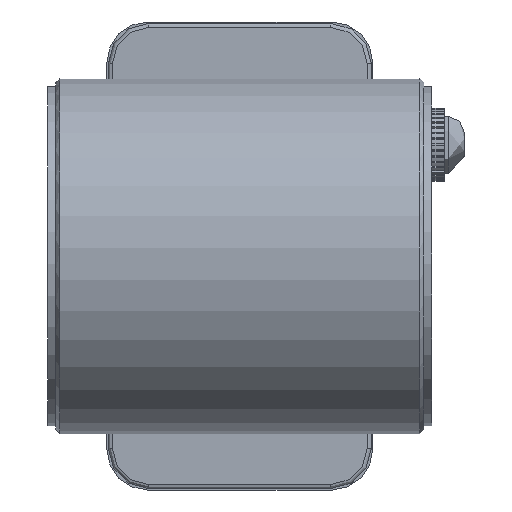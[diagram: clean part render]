
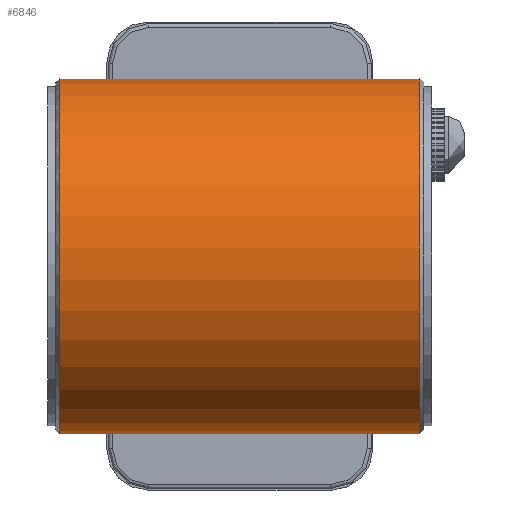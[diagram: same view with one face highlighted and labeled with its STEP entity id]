
A CAD part, front view. The second image highlights one B-rep face of the part: STEP entity #6846.
In plain terms, the highlighted cylindrical face has radius 44 mm (diameter 88 mm), a full revolution.
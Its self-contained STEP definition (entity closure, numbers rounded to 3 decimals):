
#62=FACE_BOUND('',#1136,.T.);
#63=FACE_BOUND('',#1137,.T.);
#263=CIRCLE('',#7383,44.);
#264=CIRCLE('',#7384,44.);
#354=CYLINDRICAL_SURFACE('',#7382,44.);
#399=B_SPLINE_CURVE_WITH_KNOTS('',3,(#11555,#11556,#11557,#11558,#11559,
#11560,#11561,#11562,#11563,#11564,#11565,#11566,#11567,#11568,#11569,#11570,
#11571,#11572,#11573,#11574,#11575,#11576,#11577,#11578,#11579,#11580,#11581,
#11582,#11583,#11584,#11585,#11586,#11587,#11588,#11589,#11590,#11591,#11592,
#11593,#11594,#11595,#11596,#11597,#11598,#11599,#11600,#11601,#11602,#11603,
#11604),.UNSPECIFIED.,.T.,.F.,(4,2,2,2,2,2,2,2,2,2,2,2,2,2,2,2,2,2,2,2,
2,2,2,2,4),(-9.12,-8.835,-8.55,-7.98,
-7.41,-7.125,-6.84,-6.555,
-6.27,-5.7,-5.13,-4.845,
-4.56,-4.275,-3.99,-3.42,
-2.85,-2.565,-2.28,-1.995,
-1.71,-1.14,-0.57,-0.285,
0.),.UNSPECIFIED.);
#752=FACE_OUTER_BOUND('',#1135,.T.);
#1135=EDGE_LOOP('',(#5860));
#1136=EDGE_LOOP('',(#5861));
#1137=EDGE_LOOP('',(#5862));
#3135=VERTEX_POINT('',#11554);
#3136=VERTEX_POINT('',#11606);
#3137=VERTEX_POINT('',#11608);
#4046=EDGE_CURVE('',#3135,#3135,#399,.T.);
#4047=EDGE_CURVE('',#3136,#3136,#263,.T.);
#4048=EDGE_CURVE('',#3137,#3137,#264,.T.);
#5860=ORIENTED_EDGE('',*,*,#4047,.F.);
#5861=ORIENTED_EDGE('',*,*,#4048,.T.);
#5862=ORIENTED_EDGE('',*,*,#4046,.F.);
#6846=ADVANCED_FACE('',(#752,#62,#63),#354,.T.);
#7382=AXIS2_PLACEMENT_3D('',#11605,#9107,#9108);
#7383=AXIS2_PLACEMENT_3D('',#11607,#9109,#9110);
#7384=AXIS2_PLACEMENT_3D('',#11609,#9111,#9112);
#9107=DIRECTION('center_axis',(1.,0.,0.));
#9108=DIRECTION('ref_axis',(0.,0.,-1.));
#9109=DIRECTION('center_axis',(1.,0.,0.));
#9110=DIRECTION('ref_axis',(0.,0.,-1.));
#9111=DIRECTION('center_axis',(1.,0.,0.));
#9112=DIRECTION('ref_axis',(0.,0.,-1.));
#11554=CARTESIAN_POINT('',(15.,44.,0.));
#11555=CARTESIAN_POINT('Ctrl Pts',(0.,41.364,15.));
#11556=CARTESIAN_POINT('Ctrl Pts',(0.95,41.364,15.));
#11557=CARTESIAN_POINT('Ctrl Pts',(1.93,41.398,14.908));
#11558=CARTESIAN_POINT('Ctrl Pts',(3.874,41.534,14.525));
#11559=CARTESIAN_POINT('Ctrl Pts',(4.839,41.636,14.233));
#11560=CARTESIAN_POINT('Ctrl Pts',(7.607,42.018,13.082));
#11561=CARTESIAN_POINT('Ctrl Pts',(9.283,42.374,11.93));
#11562=CARTESIAN_POINT('Ctrl Pts',(11.93,43.031,9.284));
#11563=CARTESIAN_POINT('Ctrl Pts',(13.082,43.377,7.607));
#11564=CARTESIAN_POINT('Ctrl Pts',(14.233,43.743,4.838));
#11565=CARTESIAN_POINT('Ctrl Pts',(14.525,43.84,3.874));
#11566=CARTESIAN_POINT('Ctrl Pts',(14.908,43.968,1.93));
#11567=CARTESIAN_POINT('Ctrl Pts',(15.,44.,0.95));
#11568=CARTESIAN_POINT('Ctrl Pts',(15.,44.,-0.95));
#11569=CARTESIAN_POINT('Ctrl Pts',(14.908,43.968,-1.93));
#11570=CARTESIAN_POINT('Ctrl Pts',(14.525,43.84,-3.874));
#11571=CARTESIAN_POINT('Ctrl Pts',(14.233,43.743,-4.838));
#11572=CARTESIAN_POINT('Ctrl Pts',(13.082,43.377,-7.607));
#11573=CARTESIAN_POINT('Ctrl Pts',(11.93,43.031,-9.284));
#11574=CARTESIAN_POINT('Ctrl Pts',(9.283,42.374,-11.93));
#11575=CARTESIAN_POINT('Ctrl Pts',(7.607,42.018,-13.082));
#11576=CARTESIAN_POINT('Ctrl Pts',(4.839,41.636,-14.233));
#11577=CARTESIAN_POINT('Ctrl Pts',(3.874,41.534,-14.525));
#11578=CARTESIAN_POINT('Ctrl Pts',(1.93,41.398,-14.908));
#11579=CARTESIAN_POINT('Ctrl Pts',(0.95,41.364,-15.));
#11580=CARTESIAN_POINT('Ctrl Pts',(-0.95,41.364,
-15.));
#11581=CARTESIAN_POINT('Ctrl Pts',(-1.93,41.398,-14.908));
#11582=CARTESIAN_POINT('Ctrl Pts',(-3.874,41.534,-14.525));
#11583=CARTESIAN_POINT('Ctrl Pts',(-4.839,41.636,-14.233));
#11584=CARTESIAN_POINT('Ctrl Pts',(-7.607,42.018,-13.082));
#11585=CARTESIAN_POINT('Ctrl Pts',(-9.283,42.374,-11.93));
#11586=CARTESIAN_POINT('Ctrl Pts',(-11.93,43.031,-9.284));
#11587=CARTESIAN_POINT('Ctrl Pts',(-13.082,43.377,-7.607));
#11588=CARTESIAN_POINT('Ctrl Pts',(-14.233,43.743,-4.838));
#11589=CARTESIAN_POINT('Ctrl Pts',(-14.525,43.84,-3.874));
#11590=CARTESIAN_POINT('Ctrl Pts',(-14.908,43.968,-1.93));
#11591=CARTESIAN_POINT('Ctrl Pts',(-15.,44.,-0.95));
#11592=CARTESIAN_POINT('Ctrl Pts',(-15.,44.,0.95));
#11593=CARTESIAN_POINT('Ctrl Pts',(-14.908,43.968,1.93));
#11594=CARTESIAN_POINT('Ctrl Pts',(-14.525,43.84,3.874));
#11595=CARTESIAN_POINT('Ctrl Pts',(-14.233,43.743,4.838));
#11596=CARTESIAN_POINT('Ctrl Pts',(-13.082,43.377,7.607));
#11597=CARTESIAN_POINT('Ctrl Pts',(-11.93,43.031,9.284));
#11598=CARTESIAN_POINT('Ctrl Pts',(-9.283,42.374,11.93));
#11599=CARTESIAN_POINT('Ctrl Pts',(-7.607,42.018,13.082));
#11600=CARTESIAN_POINT('Ctrl Pts',(-4.839,41.636,14.233));
#11601=CARTESIAN_POINT('Ctrl Pts',(-3.874,41.534,14.525));
#11602=CARTESIAN_POINT('Ctrl Pts',(-1.93,41.398,14.908));
#11603=CARTESIAN_POINT('Ctrl Pts',(-0.95,41.364,
15.));
#11604=CARTESIAN_POINT('Ctrl Pts',(0.,41.364,
15.));
#11605=CARTESIAN_POINT('Origin',(-45.5,0.,0.));
#11606=CARTESIAN_POINT('',(44.5,0.,-44.));
#11607=CARTESIAN_POINT('Origin',(44.5,0.,0.));
#11608=CARTESIAN_POINT('',(-44.5,0.,-44.));
#11609=CARTESIAN_POINT('Origin',(-44.5,0.,0.));
